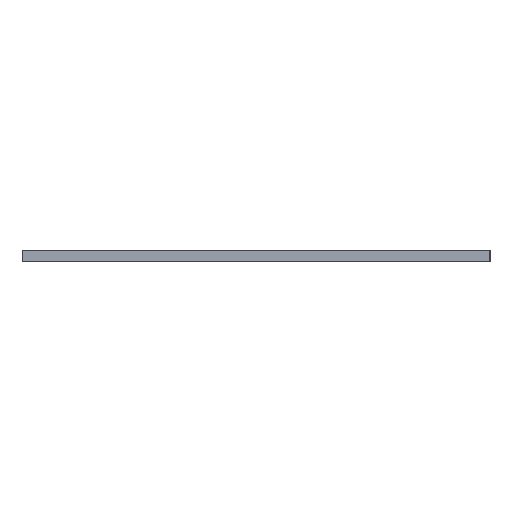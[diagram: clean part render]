
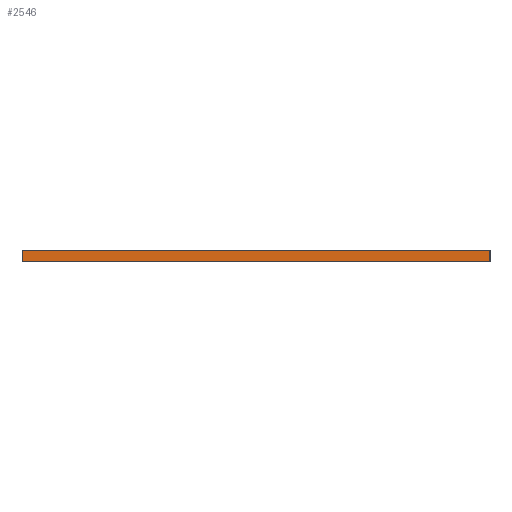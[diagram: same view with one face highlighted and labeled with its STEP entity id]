
A CAD part, left-side view. The second image highlights one B-rep face of the part: STEP entity #2546.
In plain terms, the highlighted planar face has unit normal (-1, 0, 0).
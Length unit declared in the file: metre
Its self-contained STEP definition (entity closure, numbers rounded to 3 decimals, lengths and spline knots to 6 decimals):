
#192=LINE('',#4165,#384);
#193=LINE('',#4168,#385);
#194=LINE('',#4170,#386);
#195=LINE('',#4172,#387);
#384=VECTOR('',#3484,1.);
#385=VECTOR('',#3485,1.);
#386=VECTOR('',#3486,1.);
#387=VECTOR('',#3487,1.);
#450=PLANE('',#2808);
#834=ORIENTED_EDGE('',*,*,#1398,.T.);
#835=ORIENTED_EDGE('',*,*,#1399,.T.);
#836=ORIENTED_EDGE('',*,*,#1400,.F.);
#837=ORIENTED_EDGE('',*,*,#1401,.F.);
#1398=EDGE_CURVE('',#1644,#1645,#192,.T.);
#1399=EDGE_CURVE('',#1645,#1646,#193,.T.);
#1400=EDGE_CURVE('',#1647,#1646,#194,.T.);
#1401=EDGE_CURVE('',#1644,#1647,#195,.T.);
#1644=VERTEX_POINT('',#4166);
#1645=VERTEX_POINT('',#4167);
#1646=VERTEX_POINT('',#4169);
#1647=VERTEX_POINT('',#4171);
#1940=EDGE_LOOP('',(#834,#835,#836,#837));
#2234=FACE_BOUND('',#1940,.T.);
#2546=ADVANCED_FACE('',(#2234),#450,.T.);
#2808=AXIS2_PLACEMENT_3D('',#4164,#3482,#3483);
#3482=DIRECTION('',(-1.,0.,0.));
#3483=DIRECTION('',(0.,1.,0.));
#3484=DIRECTION('',(0.,0.,1.));
#3485=DIRECTION('',(0.,1.,0.));
#3486=DIRECTION('',(0.,0.,1.));
#3487=DIRECTION('',(0.,1.,0.));
#4164=CARTESIAN_POINT('',(-0.052438,-0.057436,0.0075));
#4165=CARTESIAN_POINT('',(-0.052438,-0.057436,0.0075));
#4166=CARTESIAN_POINT('',(-0.052438,-0.057436,0.0075));
#4167=CARTESIAN_POINT('',(-0.052438,-0.057436,0.0091));
#4168=CARTESIAN_POINT('',(-0.052438,-0.057436,0.0091));
#4169=CARTESIAN_POINT('',(-0.052438,0.005064,0.0091));
#4170=CARTESIAN_POINT('',(-0.052438,0.005064,0.0075));
#4171=CARTESIAN_POINT('',(-0.052438,0.005064,0.0075));
#4172=CARTESIAN_POINT('',(-0.052438,-0.057436,0.0075));
